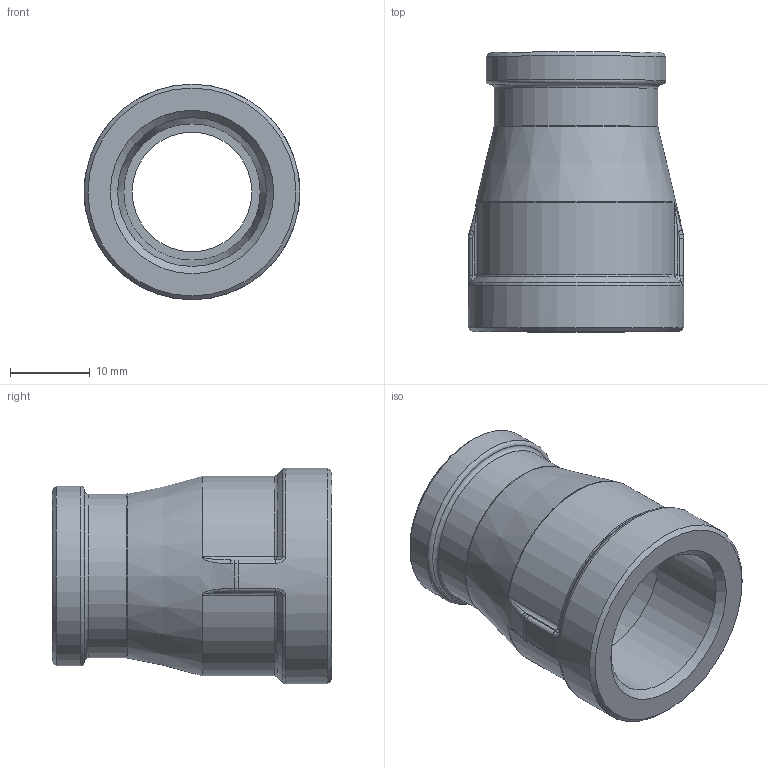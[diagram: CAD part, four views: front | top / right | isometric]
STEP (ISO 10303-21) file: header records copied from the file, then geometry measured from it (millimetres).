
FILE_DESCRIPTION(/* description */ (''),/* implementation_level */ '2;1');
FILE_NAME(/* name */ 'KI-335-1-015 Aschl.stp',/* time_stamp */ '2016-06-02T12:54:28+02:00',/* author */ ('hochmair'),/* organization */ (''),/* preprocessor_version */ 'ST-DEVELOPER v15.6',/* originating_system */ 'Autodesk Inventor 2015',/* authorisation */ '');
FILE_SCHEMA (('AUTOMOTIVE_DESIGN { 1 0 10303 214 3 1 1 }'));
Length unit declared in the file: millimetre
Products named in the file (1): TB63381739
Bounding box: 27 x 35 x 27 mm (x, y, z)
Volume: 6266.7 mm3; surface area: 5333.7 mm2
Topology: 1 solids, 1 shells, 68 faces, 146 edges, 82 vertices
Faces by surface type: bspline 20, cylinder 16, torus 12, cone 8, plane 8, sphere 4
Full cylindrical faces by diameter (mm): 14.95 x1, 18.631 x1, 20.5 x1, 21.8 x1, 22.5 x1, 27 x1
Entity records: 2263 total; most frequent: CARTESIAN_POINT 877, DIRECTION 292, ORIENTED_EDGE 254, AXIS2_PLACEMENT_3D 132, EDGE_CURVE 127, EDGE_LOOP 88, CIRCLE 83, VERTEX_POINT 79
